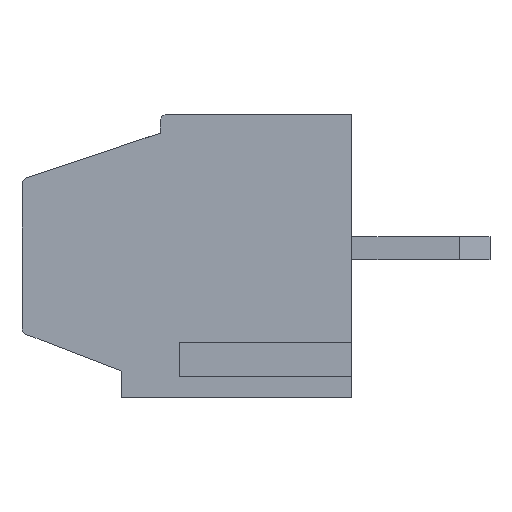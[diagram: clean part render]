
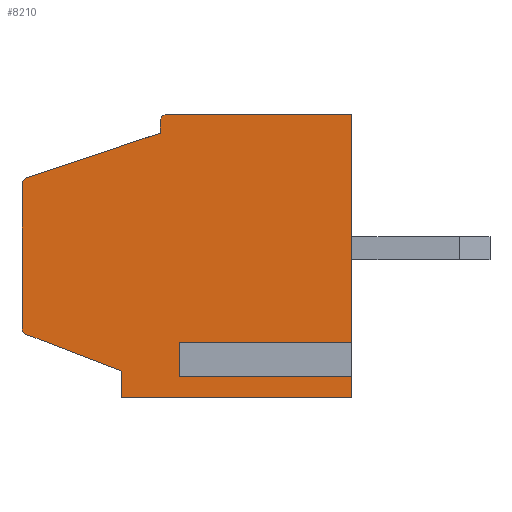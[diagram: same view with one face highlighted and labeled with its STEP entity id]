
A CAD part, left-side view. The second image highlights one B-rep face of the part: STEP entity #8210.
In plain terms, the highlighted planar face has unit normal (-1, 0, 0).
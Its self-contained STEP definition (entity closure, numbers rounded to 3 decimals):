
#22 = CARTESIAN_POINT ( 'NONE',  ( 0., 8.6, 7.4 ) ) ;
#98 = VERTEX_POINT ( 'NONE', #4883 ) ;
#155 = VECTOR ( 'NONE', #2111, 1000. ) ;
#190 = CARTESIAN_POINT ( 'NONE',  ( 0., 8.6, 7.4 ) ) ;
#816 = CARTESIAN_POINT ( 'NONE',  ( 0., 6., 0.7 ) ) ;
#867 = CARTESIAN_POINT ( 'NONE',  ( 0., 8.6, 0. ) ) ;
#1056 = DIRECTION ( 'NONE',  ( 0., 0., -1. ) ) ;
#1247 = CARTESIAN_POINT ( 'NONE',  ( 0., 8.4, 1.837 ) ) ;
#1279 = EDGE_CURVE ( 'NONE', #22166, #9610, #22501, .T. ) ;
#1711 = VECTOR ( 'NONE', #3810, 1000. ) ;
#2111 = DIRECTION ( 'NONE',  ( 0., 0., 1. ) ) ;
#2276 = CARTESIAN_POINT ( 'NONE',  ( 0., 0., 7.4 ) ) ;
#2759 = ORIENTED_EDGE ( 'NONE', *, *, #8317, .T. ) ;
#2966 = ORIENTED_EDGE ( 'NONE', *, *, #9224, .T. ) ;
#2967 = CARTESIAN_POINT ( 'NONE',  ( 0., 4.8, 7.4 ) ) ;
#3241 = CARTESIAN_POINT ( 'NONE',  ( 0., 8.472, 1.651 ) ) ;
#3391 = AXIS2_PLACEMENT_3D ( 'NONE', #17236, #5912, #22948 ) ;
#3465 = VERTEX_POINT ( 'NONE', #8065 ) ;
#3670 = AXIS2_PLACEMENT_3D ( 'NONE', #1247, #8706, #17902 ) ;
#3706 = VERTEX_POINT ( 'NONE', #14022 ) ;
#3714 = ORIENTED_EDGE ( 'NONE', *, *, #19152, .F. ) ;
#3810 = DIRECTION ( 'NONE',  ( 0., -1., 0. ) ) ;
#4109 = DIRECTION ( 'NONE',  ( -1., 0., 0. ) ) ;
#4208 = CARTESIAN_POINT ( 'NONE',  ( 0., 4.5, 0.732 ) ) ;
#4238 = DIRECTION ( 'NONE',  ( 0., 0., 1. ) ) ;
#4265 = LINE ( 'NONE', #867, #4856 ) ;
#4534 = EDGE_CURVE ( 'NONE', #13986, #18555, #9462, .T. ) ;
#4856 = VECTOR ( 'NONE', #11788, 1000. ) ;
#4883 = CARTESIAN_POINT ( 'NONE',  ( 0., 6., 0. ) ) ;
#4994 = EDGE_CURVE ( 'NONE', #8315, #20242, #6523, .T. ) ;
#5453 = VERTEX_POINT ( 'NONE', #2276 ) ;
#5742 = CARTESIAN_POINT ( 'NONE',  ( 0., 5., 6.9 ) ) ;
#5912 = DIRECTION ( 'NONE',  ( -1., 0., 0. ) ) ;
#6196 = ORIENTED_EDGE ( 'NONE', *, *, #8785, .T. ) ;
#6380 = EDGE_CURVE ( 'NONE', #11491, #22555, #22542, .T. ) ;
#6523 = LINE ( 'NONE', #4208, #18466 ) ;
#6554 = CARTESIAN_POINT ( 'NONE',  ( 0., 6., 0.7 ) ) ;
#6769 = EDGE_CURVE ( 'NONE', #21355, #5453, #13163, .T. ) ;
#7071 = DIRECTION ( 'NONE',  ( 0., 0.933, 0.359 ) ) ;
#7219 = LINE ( 'NONE', #15102, #18568 ) ;
#7623 = CIRCLE ( 'NONE', #12342, 0.2 ) ;
#7640 = VECTOR ( 'NONE', #22974, 1000. ) ;
#7816 = CARTESIAN_POINT ( 'NONE',  ( 0., 8.4, 5.556 ) ) ;
#8065 = CARTESIAN_POINT ( 'NONE',  ( 0., 0., 0. ) ) ;
#8147 = VERTEX_POINT ( 'NONE', #15163 ) ;
#8210 = ADVANCED_FACE ( 'NONE', ( #16981 ), #22825, .F. ) ;
#8315 = VERTEX_POINT ( 'NONE', #23499 ) ;
#8317 = EDGE_CURVE ( 'NONE', #13986, #9610, #16598, .T. ) ;
#8423 = EDGE_CURVE ( 'NONE', #3465, #20674, #12039, .T. ) ;
#8481 = CARTESIAN_POINT ( 'NONE',  ( 0., 5., 6.9 ) ) ;
#8706 = DIRECTION ( 'NONE',  ( -1., 0., 0. ) ) ;
#8785 = EDGE_CURVE ( 'NONE', #8315, #3706, #7219, .T. ) ;
#9076 = CARTESIAN_POINT ( 'NONE',  ( 0., 5., 7.2 ) ) ;
#9217 = EDGE_CURVE ( 'NONE', #8147, #11491, #17265, .T. ) ;
#9224 = EDGE_CURVE ( 'NONE', #8147, #18555, #7623, .T. ) ;
#9462 = LINE ( 'NONE', #10765, #14957 ) ;
#9518 = EDGE_CURVE ( 'NONE', #98, #3465, #4265, .T. ) ;
#9553 = ORIENTED_EDGE ( 'NONE', *, *, #19306, .T. ) ;
#9610 = VERTEX_POINT ( 'NONE', #3241 ) ;
#10765 = CARTESIAN_POINT ( 'NONE',  ( 0., 8.6, 7.4 ) ) ;
#11177 = ORIENTED_EDGE ( 'NONE', *, *, #9518, .T. ) ;
#11195 = VECTOR ( 'NONE', #7071, 1000. ) ;
#11491 = VERTEX_POINT ( 'NONE', #8481 ) ;
#11717 = DIRECTION ( 'NONE',  ( 1., 0., 0. ) ) ;
#11788 = DIRECTION ( 'NONE',  ( 0., -1., 0. ) ) ;
#11981 = CARTESIAN_POINT ( 'NONE',  ( 0., 8.6, 5.7 ) ) ;
#12039 = LINE ( 'NONE', #15960, #17402 ) ;
#12342 = AXIS2_PLACEMENT_3D ( 'NONE', #7816, #4109, #21257 ) ;
#13134 = ORIENTED_EDGE ( 'NONE', *, *, #8423, .T. ) ;
#13163 = LINE ( 'NONE', #22, #1711 ) ;
#13183 = ORIENTED_EDGE ( 'NONE', *, *, #1279, .F. ) ;
#13204 = ORIENTED_EDGE ( 'NONE', *, *, #9217, .F. ) ;
#13986 = VERTEX_POINT ( 'NONE', #15519 ) ;
#14022 = CARTESIAN_POINT ( 'NONE',  ( 0., 0., 1.268 ) ) ;
#14072 = DIRECTION ( 'NONE',  ( 0., 0., 1. ) ) ;
#14302 = ORIENTED_EDGE ( 'NONE', *, *, #6380, .F. ) ;
#14463 = DIRECTION ( 'NONE',  ( 0., -1., 0. ) ) ;
#14839 = VECTOR ( 'NONE', #4238, 1000. ) ;
#14957 = VECTOR ( 'NONE', #18606, 1000. ) ;
#15102 = CARTESIAN_POINT ( 'NONE',  ( 0., 5.53, 1.268 ) ) ;
#15163 = CARTESIAN_POINT ( 'NONE',  ( 0., 8.463, 5.746 ) ) ;
#15492 = ORIENTED_EDGE ( 'NONE', *, *, #4534, .F. ) ;
#15519 = CARTESIAN_POINT ( 'NONE',  ( 0., 8.6, 1.837 ) ) ;
#15801 = EDGE_CURVE ( 'NONE', #21355, #22555, #15947, .T. ) ;
#15874 = DIRECTION ( 'NONE',  ( 0., 0., -1. ) ) ;
#15947 = CIRCLE ( 'NONE', #3391, 0.2 ) ;
#15960 = CARTESIAN_POINT ( 'NONE',  ( 0., 0., 7.4 ) ) ;
#16026 = LINE ( 'NONE', #6554, #19160 ) ;
#16411 = CARTESIAN_POINT ( 'NONE',  ( 0., 8.6, 1.7 ) ) ;
#16536 = LINE ( 'NONE', #18245, #19148 ) ;
#16581 = AXIS2_PLACEMENT_3D ( 'NONE', #190, #11717, #15874 ) ;
#16598 = CIRCLE ( 'NONE', #3670, 0.2 ) ;
#16677 = DIRECTION ( 'NONE',  ( 0., -1., 0. ) ) ;
#16981 = FACE_OUTER_BOUND ( 'NONE', #20652, .T. ) ;
#17056 = ORIENTED_EDGE ( 'NONE', *, *, #21942, .F. ) ;
#17236 = CARTESIAN_POINT ( 'NONE',  ( 0., 4.8, 7.2 ) ) ;
#17265 = LINE ( 'NONE', #11981, #7640 ) ;
#17402 = VECTOR ( 'NONE', #21321, 1000. ) ;
#17871 = LINE ( 'NONE', #21163, #14839 ) ;
#17902 = DIRECTION ( 'NONE',  ( 0., 0., -1. ) ) ;
#18245 = CARTESIAN_POINT ( 'NONE',  ( 0., 5.53, 0.732 ) ) ;
#18466 = VECTOR ( 'NONE', #1056, 1000. ) ;
#18555 = VERTEX_POINT ( 'NONE', #20287 ) ;
#18568 = VECTOR ( 'NONE', #16677, 1000. ) ;
#18606 = DIRECTION ( 'NONE',  ( 0., 0., 1. ) ) ;
#18659 = ORIENTED_EDGE ( 'NONE', *, *, #4994, .F. ) ;
#19148 = VECTOR ( 'NONE', #14463, 1000. ) ;
#19152 = EDGE_CURVE ( 'NONE', #20242, #20674, #16536, .T. ) ;
#19160 = VECTOR ( 'NONE', #14072, 1000. ) ;
#19306 = EDGE_CURVE ( 'NONE', #3706, #5453, #17871, .T. ) ;
#19798 = ORIENTED_EDGE ( 'NONE', *, *, #15801, .T. ) ;
#19821 = CARTESIAN_POINT ( 'NONE',  ( 0., 4.5, 0.732 ) ) ;
#20242 = VERTEX_POINT ( 'NONE', #19821 ) ;
#20287 = CARTESIAN_POINT ( 'NONE',  ( 0., 8.6, 5.556 ) ) ;
#20652 = EDGE_LOOP ( 'NONE', ( #23630, #19798, #14302, #13204, #2966, #15492, #2759, #13183, #17056, #11177, #13134, #3714, #18659, #6196, #9553 ) ) ;
#20674 = VERTEX_POINT ( 'NONE', #20849 ) ;
#20849 = CARTESIAN_POINT ( 'NONE',  ( 0., 0., 0.732 ) ) ;
#21163 = CARTESIAN_POINT ( 'NONE',  ( 0., 0., 7.4 ) ) ;
#21257 = DIRECTION ( 'NONE',  ( 0., 0., -1. ) ) ;
#21321 = DIRECTION ( 'NONE',  ( 0., 0., 1. ) ) ;
#21355 = VERTEX_POINT ( 'NONE', #2967 ) ;
#21942 = EDGE_CURVE ( 'NONE', #98, #22166, #16026, .T. ) ;
#22166 = VERTEX_POINT ( 'NONE', #816 ) ;
#22501 = LINE ( 'NONE', #16411, #11195 ) ;
#22542 = LINE ( 'NONE', #5742, #155 ) ;
#22555 = VERTEX_POINT ( 'NONE', #9076 ) ;
#22825 = PLANE ( 'NONE',  #16581 ) ;
#22948 = DIRECTION ( 'NONE',  ( 0., 0., -1. ) ) ;
#22974 = DIRECTION ( 'NONE',  ( 0., -0.949, 0.316 ) ) ;
#23499 = CARTESIAN_POINT ( 'NONE',  ( 0., 4.5, 1.268 ) ) ;
#23630 = ORIENTED_EDGE ( 'NONE', *, *, #6769, .F. ) ;
